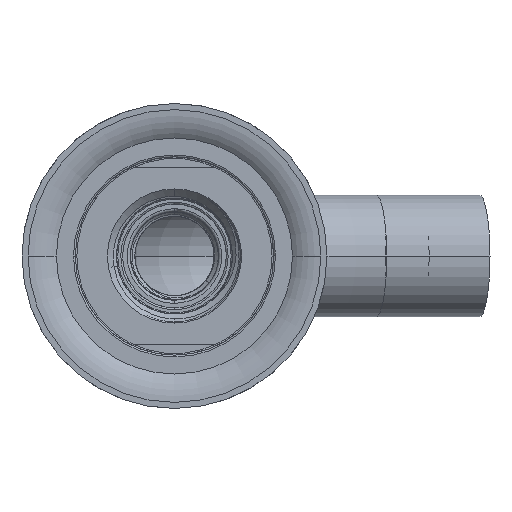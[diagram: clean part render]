
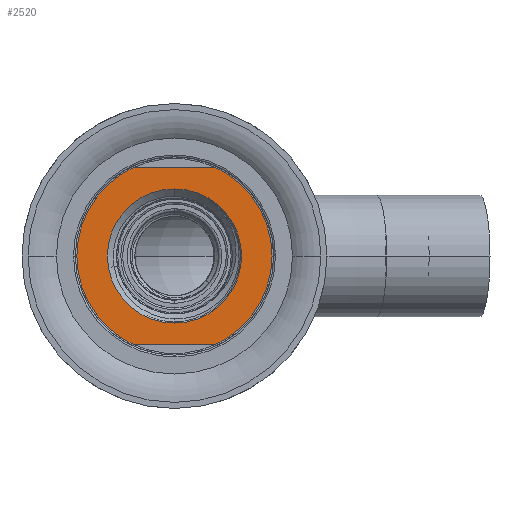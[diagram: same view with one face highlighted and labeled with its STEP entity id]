
A CAD part, left-side view. The second image highlights one B-rep face of the part: STEP entity #2520.
In plain terms, the highlighted planar face has unit normal (-1, 0, 0).
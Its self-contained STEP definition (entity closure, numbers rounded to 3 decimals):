
#85=DIRECTION('',(0.,1.,0.));
#86=VECTOR('',#85,13.528);
#87=CARTESIAN_POINT('',(0.,-6.764,-14.5));
#88=LINE('',#87,#86);
#89=CARTESIAN_POINT('',(0.,0.,0.));
#90=DIRECTION('',(1.,0.,0.));
#91=DIRECTION('',(0.,0.423,-0.906));
#92=AXIS2_PLACEMENT_3D('',#89,#90,#91);
#94=CARTESIAN_POINT('',(0.,0.,0.));
#95=DIRECTION('',(1.,0.,0.));
#96=DIRECTION('',(0.,1.,0.));
#97=AXIS2_PLACEMENT_3D('',#94,#95,#96);
#99=CARTESIAN_POINT('',(0.,0.,0.));
#100=DIRECTION('',(1.,0.,0.));
#101=DIRECTION('',(0.,-0.423,0.906));
#102=AXIS2_PLACEMENT_3D('',#99,#100,#101);
#104=CARTESIAN_POINT('',(0.,0.,0.));
#105=DIRECTION('',(1.,0.,0.));
#106=DIRECTION('',(0.,-1.,0.));
#107=AXIS2_PLACEMENT_3D('',#104,#105,#106);
#109=CARTESIAN_POINT('',(0.,0.,0.));
#110=DIRECTION('',(-1.,0.,0.));
#111=DIRECTION('',(0.,0.,-1.));
#112=AXIS2_PLACEMENT_3D('',#109,#110,#111);
#114=CARTESIAN_POINT('',(0.,0.,0.));
#115=DIRECTION('',(-1.,0.,0.));
#116=DIRECTION('',(0.,0.,1.));
#117=AXIS2_PLACEMENT_3D('',#114,#115,#116);
#128=DIRECTION('',(0.,1.,0.));
#129=VECTOR('',#128,13.528);
#130=CARTESIAN_POINT('',(0.,-6.764,14.5));
#131=LINE('',#130,#129);
#2245=CARTESIAN_POINT('',(0.,-16.,0.));
#2246=VERTEX_POINT('',#2245);
#2247=CARTESIAN_POINT('',(0.,-6.764,14.5));
#2248=VERTEX_POINT('',#2247);
#2253=CARTESIAN_POINT('',(0.,6.764,14.5));
#2254=VERTEX_POINT('',#2253);
#2255=CARTESIAN_POINT('',(0.,16.,0.));
#2256=VERTEX_POINT('',#2255);
#2259=CARTESIAN_POINT('',(0.,6.764,-14.5));
#2260=VERTEX_POINT('',#2259);
#2265=CARTESIAN_POINT('',(0.,-6.764,-14.5));
#2266=VERTEX_POINT('',#2265);
#2267=CARTESIAN_POINT('',(0.,0.,-11.));
#2268=CARTESIAN_POINT('',(0.,0.,11.));
#2269=VERTEX_POINT('',#2267);
#2270=VERTEX_POINT('',#2268);
#2499=CARTESIAN_POINT('',(0.,0.,0.));
#2500=DIRECTION('',(1.,0.,0.));
#2501=DIRECTION('',(0.,-1.,0.));
#2502=AXIS2_PLACEMENT_3D('',#2499,#2500,#2501);
#2503=PLANE('',#2502);
#2505=ORIENTED_EDGE('',*,*,#2504,.T.);
#2506=ORIENTED_EDGE('',*,*,#2471,.T.);
#2507=ORIENTED_EDGE('',*,*,#2454,.T.);
#2509=ORIENTED_EDGE('',*,*,#2508,.F.);
#2510=ORIENTED_EDGE('',*,*,#2446,.T.);
#2511=ORIENTED_EDGE('',*,*,#2479,.T.);
#2512=EDGE_LOOP('',(#2505,#2506,#2507,#2509,#2510,#2511));
#2513=FACE_OUTER_BOUND('',#2512,.F.);
#2515=ORIENTED_EDGE('',*,*,#2514,.T.);
#2517=ORIENTED_EDGE('',*,*,#2516,.T.);
#2518=EDGE_LOOP('',(#2515,#2517));
#2519=FACE_BOUND('',#2518,.F.);
#93=CIRCLE('',#92,16.);
#98=CIRCLE('',#97,16.);
#103=CIRCLE('',#102,16.);
#108=CIRCLE('',#107,16.);
#113=CIRCLE('',#112,11.);
#118=CIRCLE('',#117,11.);
#2446=EDGE_CURVE('',#2248,#2246,#103,.T.);
#2454=EDGE_CURVE('',#2256,#2254,#98,.T.);
#2471=EDGE_CURVE('',#2260,#2256,#93,.T.);
#2479=EDGE_CURVE('',#2246,#2266,#108,.T.);
#2504=EDGE_CURVE('',#2266,#2260,#88,.T.);
#2508=EDGE_CURVE('',#2248,#2254,#131,.T.);
#2514=EDGE_CURVE('',#2269,#2270,#113,.T.);
#2516=EDGE_CURVE('',#2270,#2269,#118,.T.);
#2520=ADVANCED_FACE('',(#2513,#2519),#2503,.F.);
